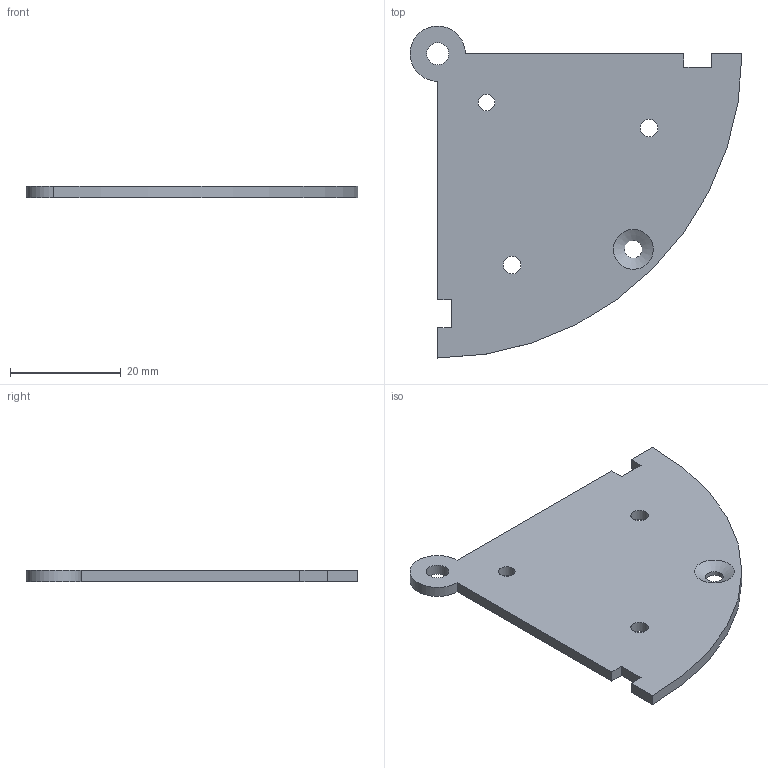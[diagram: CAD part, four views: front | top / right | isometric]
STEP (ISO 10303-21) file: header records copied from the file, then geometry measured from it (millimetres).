
FILE_DESCRIPTION(/* description */ (''),/* implementation_level */ '2;1');
FILE_NAME(/* name */ 'placa mobila v3.step',/* time_stamp */ '2022-05-15T21:56:44+03:00',/* author */ (''),/* organization */ (''),/* preprocessor_version */ 'ST-DEVELOPER v18.1',/* originating_system */ 'Autodesk Translation Framework v10.14.0.1471',/* authorisation */ '');
FILE_SCHEMA (('AUTOMOTIVE_DESIGN { 1 0 10303 214 3 1 1 }'));
Length unit declared in the file: millimetre
Products named in the file (1): placa mobila
Bounding box: 60 x 60 x 2 mm (x, y, z)
Volume: 4715.5 mm3; surface area: 5269.6 mm2
Topology: 1 solids, 1 shells, 20 faces, 53 edges, 35 vertices
Faces by surface type: plane 12, cylinder 7, cone 1
Full cylindrical faces by diameter (mm): 3 x1, 3.2 x3, 4 x1
Entity records: 677 total; most frequent: DIRECTION 110, CARTESIAN_POINT 109, ORIENTED_EDGE 106, EDGE_CURVE 53, LINE 38, VECTOR 38, AXIS2_PLACEMENT_3D 36, VERTEX_POINT 35
